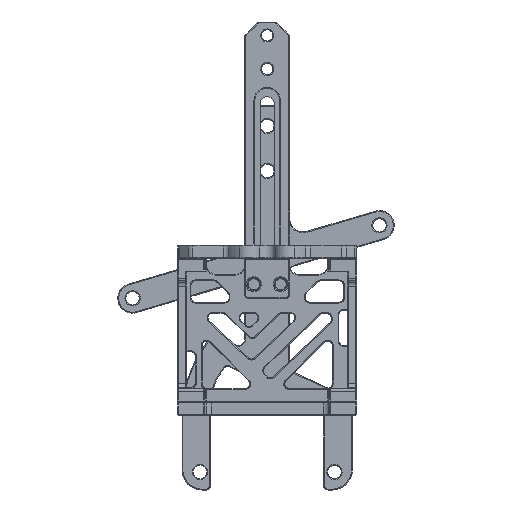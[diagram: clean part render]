
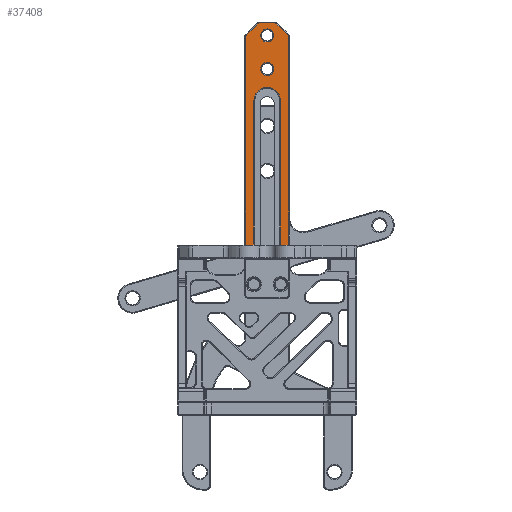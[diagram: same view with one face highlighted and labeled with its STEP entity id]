
A CAD part, front view. The second image highlights one B-rep face of the part: STEP entity #37408.
In plain terms, the highlighted planar face has unit normal (0, -1, 0).
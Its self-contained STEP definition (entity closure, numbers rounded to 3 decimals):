
#37227=CARTESIAN_POINT('',(-761.356,72.495,-96.038));
#37228=DIRECTION('',(0.,-1.,0.));
#37229=DIRECTION('',(1.,0.,0.));
#37230=AXIS2_PLACEMENT_3D('',#37227,#37228,#37229);
#37231=PLANE('',#37230);
#37232=CARTESIAN_POINT('',(70.141,72.495,90.698));
#37233=VERTEX_POINT('',#37232);
#37234=CARTESIAN_POINT('',(70.141,72.495,92.148));
#37235=DIRECTION('',(-0.,1.,-0.));
#37236=DIRECTION('',(0.,0.,-1.));
#37237=AXIS2_PLACEMENT_3D('',#37234,#37235,#37236);
#37238=CIRCLE('',#37237,1.45);
#37239=EDGE_CURVE('',#37233,#37233,#37238,.T.);
#37240=ORIENTED_EDGE('',*,*,#37239,.T.);
#37241=EDGE_LOOP('',(#37240));
#37242=FACE_BOUND('',#37241,.T.);
#37243=CARTESIAN_POINT('',(70.141,72.495,83.198));
#37244=VERTEX_POINT('',#37243);
#37245=CARTESIAN_POINT('',(70.141,72.495,84.648));
#37246=DIRECTION('',(-0.,1.,-0.));
#37247=DIRECTION('',(0.,0.,-1.));
#37248=AXIS2_PLACEMENT_3D('',#37245,#37246,#37247);
#37249=CIRCLE('',#37248,1.45);
#37250=EDGE_CURVE('',#37244,#37244,#37249,.T.);
#37251=ORIENTED_EDGE('',*,*,#37250,.T.);
#37252=EDGE_LOOP('',(#37251));
#37253=FACE_BOUND('',#37252,.T.);
#37254=CARTESIAN_POINT('',(65.341,72.495,43.148));
#37255=VERTEX_POINT('',#37254);
#37256=CARTESIAN_POINT('',(69.033,72.495,43.148));
#37257=VERTEX_POINT('',#37256);
#37258=CARTESIAN_POINT('',(65.341,72.495,43.148));
#37259=DIRECTION('',(1.,0.,-0.));
#37260=VECTOR('',#37259,3.692);
#37261=LINE('',#37258,#37260);
#37262=EDGE_CURVE('',#37255,#37257,#37261,.T.);
#37263=ORIENTED_EDGE('',*,*,#37262,.T.);
#37264=CARTESIAN_POINT('',(67.191,72.495,45.848));
#37265=VERTEX_POINT('',#37264);
#37266=CARTESIAN_POINT('',(70.091,72.495,45.848));
#37267=DIRECTION('',(-0.,1.,-0.));
#37268=DIRECTION('',(0.,0.,-1.));
#37269=AXIS2_PLACEMENT_3D('',#37266,#37267,#37268);
#37270=CIRCLE('',#37269,2.9);
#37271=EDGE_CURVE('',#37257,#37265,#37270,.T.);
#37272=ORIENTED_EDGE('',*,*,#37271,.T.);
#37273=CARTESIAN_POINT('',(67.191,72.495,77.648));
#37274=VERTEX_POINT('',#37273);
#37275=CARTESIAN_POINT('',(67.191,72.495,45.848));
#37276=DIRECTION('',(0.,0.,1.));
#37277=VECTOR('',#37276,31.8);
#37278=LINE('',#37275,#37277);
#37279=EDGE_CURVE('',#37265,#37274,#37278,.T.);
#37280=ORIENTED_EDGE('',*,*,#37279,.T.);
#37281=CARTESIAN_POINT('',(70.091,72.495,80.548));
#37282=VERTEX_POINT('',#37281);
#37283=CARTESIAN_POINT('',(70.091,72.495,77.648));
#37284=DIRECTION('',(-0.,1.,-0.));
#37285=DIRECTION('',(0.,0.,-1.));
#37286=AXIS2_PLACEMENT_3D('',#37283,#37284,#37285);
#37287=CIRCLE('',#37286,2.9);
#37288=EDGE_CURVE('',#37274,#37282,#37287,.T.);
#37289=ORIENTED_EDGE('',*,*,#37288,.T.);
#37290=CARTESIAN_POINT('',(70.191,72.495,80.548));
#37291=VERTEX_POINT('',#37290);
#37292=CARTESIAN_POINT('',(70.091,72.495,80.548));
#37293=DIRECTION('',(1.,0.,-0.));
#37294=VECTOR('',#37293,0.1);
#37295=LINE('',#37292,#37294);
#37296=EDGE_CURVE('',#37282,#37291,#37295,.T.);
#37297=ORIENTED_EDGE('',*,*,#37296,.T.);
#37298=CARTESIAN_POINT('',(73.091,72.495,77.648));
#37299=VERTEX_POINT('',#37298);
#37300=CARTESIAN_POINT('',(70.191,72.495,77.648));
#37301=DIRECTION('',(-0.,1.,-0.));
#37302=DIRECTION('',(0.,0.,-1.));
#37303=AXIS2_PLACEMENT_3D('',#37300,#37301,#37302);
#37304=CIRCLE('',#37303,2.9);
#37305=EDGE_CURVE('',#37291,#37299,#37304,.T.);
#37306=ORIENTED_EDGE('',*,*,#37305,.T.);
#37307=CARTESIAN_POINT('',(73.091,72.495,45.848));
#37308=VERTEX_POINT('',#37307);
#37309=CARTESIAN_POINT('',(73.091,72.495,77.648));
#37310=DIRECTION('',(0.,0.,-1.));
#37311=VECTOR('',#37310,31.8);
#37312=LINE('',#37309,#37311);
#37313=EDGE_CURVE('',#37299,#37308,#37312,.T.);
#37314=ORIENTED_EDGE('',*,*,#37313,.T.);
#37315=CARTESIAN_POINT('',(71.25,72.495,43.148));
#37316=VERTEX_POINT('',#37315);
#37317=CARTESIAN_POINT('',(70.191,72.495,45.848));
#37318=DIRECTION('',(-0.,1.,-0.));
#37319=DIRECTION('',(0.,0.,-1.));
#37320=AXIS2_PLACEMENT_3D('',#37317,#37318,#37319);
#37321=CIRCLE('',#37320,2.9);
#37322=EDGE_CURVE('',#37308,#37316,#37321,.T.);
#37323=ORIENTED_EDGE('',*,*,#37322,.T.);
#37324=CARTESIAN_POINT('',(74.941,72.495,43.148));
#37325=VERTEX_POINT('',#37324);
#37326=CARTESIAN_POINT('',(71.25,72.495,43.148));
#37327=DIRECTION('',(1.,0.,-0.));
#37328=VECTOR('',#37327,3.692);
#37329=LINE('',#37326,#37328);
#37330=EDGE_CURVE('',#37316,#37325,#37329,.T.);
#37331=ORIENTED_EDGE('',*,*,#37330,.T.);
#37332=CARTESIAN_POINT('',(74.941,72.495,91.734));
#37333=VERTEX_POINT('',#37332);
#37334=CARTESIAN_POINT('',(74.941,72.495,43.148));
#37335=DIRECTION('',(0.,0.,1.));
#37336=VECTOR('',#37335,48.586);
#37337=LINE('',#37334,#37336);
#37338=EDGE_CURVE('',#37325,#37333,#37337,.T.);
#37339=ORIENTED_EDGE('',*,*,#37338,.T.);
#37340=CARTESIAN_POINT('',(74.707,72.495,92.3));
#37341=VERTEX_POINT('',#37340);
#37342=CARTESIAN_POINT('',(74.141,72.495,91.734));
#37343=DIRECTION('',(0.,-1.,0.));
#37344=DIRECTION('',(0.,0.,-1.));
#37345=AXIS2_PLACEMENT_3D('',#37342,#37343,#37344);
#37346=CIRCLE('',#37345,0.8);
#37347=EDGE_CURVE('',#37333,#37341,#37346,.T.);
#37348=ORIENTED_EDGE('',*,*,#37347,.T.);
#37349=CARTESIAN_POINT('',(72.293,72.495,94.714));
#37350=VERTEX_POINT('',#37349);
#37351=CARTESIAN_POINT('',(74.707,72.495,92.3));
#37352=DIRECTION('',(-0.707,0.,0.707));
#37353=VECTOR('',#37352,3.414);
#37354=LINE('',#37351,#37353);
#37355=EDGE_CURVE('',#37341,#37350,#37354,.T.);
#37356=ORIENTED_EDGE('',*,*,#37355,.T.);
#37357=CARTESIAN_POINT('',(71.727,72.495,94.948));
#37358=VERTEX_POINT('',#37357);
#37359=CARTESIAN_POINT('',(71.727,72.495,94.148));
#37360=DIRECTION('',(0.,-1.,0.));
#37361=DIRECTION('',(0.,0.,-1.));
#37362=AXIS2_PLACEMENT_3D('',#37359,#37360,#37361);
#37363=CIRCLE('',#37362,0.8);
#37364=EDGE_CURVE('',#37350,#37358,#37363,.T.);
#37365=ORIENTED_EDGE('',*,*,#37364,.T.);
#37366=CARTESIAN_POINT('',(68.556,72.495,94.948));
#37367=VERTEX_POINT('',#37366);
#37368=CARTESIAN_POINT('',(71.727,72.495,94.948));
#37369=DIRECTION('',(-1.,0.,0.));
#37370=VECTOR('',#37369,3.172);
#37371=LINE('',#37368,#37370);
#37372=EDGE_CURVE('',#37358,#37367,#37371,.T.);
#37373=ORIENTED_EDGE('',*,*,#37372,.T.);
#37374=CARTESIAN_POINT('',(67.99,72.495,94.714));
#37375=VERTEX_POINT('',#37374);
#37376=CARTESIAN_POINT('',(68.556,72.495,94.148));
#37377=DIRECTION('',(0.,-1.,0.));
#37378=DIRECTION('',(0.,0.,-1.));
#37379=AXIS2_PLACEMENT_3D('',#37376,#37377,#37378);
#37380=CIRCLE('',#37379,0.8);
#37381=EDGE_CURVE('',#37367,#37375,#37380,.T.);
#37382=ORIENTED_EDGE('',*,*,#37381,.T.);
#37383=CARTESIAN_POINT('',(65.576,72.495,92.3));
#37384=VERTEX_POINT('',#37383);
#37385=CARTESIAN_POINT('',(67.99,72.495,94.714));
#37386=DIRECTION('',(-0.707,0.,-0.707));
#37387=VECTOR('',#37386,3.414);
#37388=LINE('',#37385,#37387);
#37389=EDGE_CURVE('',#37375,#37384,#37388,.T.);
#37390=ORIENTED_EDGE('',*,*,#37389,.T.);
#37391=CARTESIAN_POINT('',(65.341,72.495,91.734));
#37392=VERTEX_POINT('',#37391);
#37393=CARTESIAN_POINT('',(66.141,72.495,91.734));
#37394=DIRECTION('',(0.,-1.,0.));
#37395=DIRECTION('',(0.,0.,-1.));
#37396=AXIS2_PLACEMENT_3D('',#37393,#37394,#37395);
#37397=CIRCLE('',#37396,0.8);
#37398=EDGE_CURVE('',#37384,#37392,#37397,.T.);
#37399=ORIENTED_EDGE('',*,*,#37398,.T.);
#37400=CARTESIAN_POINT('',(65.341,72.495,91.734));
#37401=DIRECTION('',(0.,0.,-1.));
#37402=VECTOR('',#37401,48.586);
#37403=LINE('',#37400,#37402);
#37404=EDGE_CURVE('',#37392,#37255,#37403,.T.);
#37405=ORIENTED_EDGE('',*,*,#37404,.T.);
#37406=EDGE_LOOP('',(#37263,#37272,#37280,#37289,#37297,#37306,#37314,#37323,#37331,#37339,#37348,#37356,#37365,#37373,#37382,#37390,#37399,#37405));
#37407=FACE_BOUND('',#37406,.T.);
#37408=ADVANCED_FACE('',(#37242,#37253,#37407),#37231,.T.);
